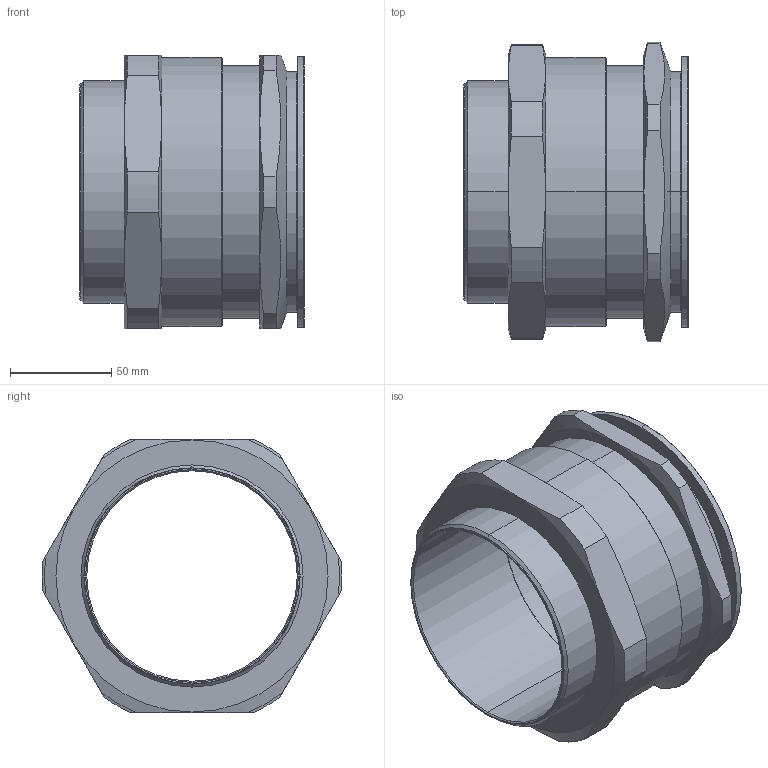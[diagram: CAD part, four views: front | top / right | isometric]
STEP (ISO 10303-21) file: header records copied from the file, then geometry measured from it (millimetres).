
FILE_DESCRIPTION (( 'STEP AP203' ), '1' );
FILE_NAME ('CAP807704V1 - CAP807705V1 - CAP807709V1 - ISO110 Nｰ17.STEP', '2014-02-05T10:11:36', ( '' ), ( '' ), 'SwSTEP 2.0', 'SolidWorks 2013', '' );
FILE_SCHEMA (( 'CONFIG_CONTROL_DESIGN' ));
Length unit declared in the file: millimetre
Products named in the file (1): CAP807704V1 - CAP807705V1 - CAP807709V1 - ISO110 N°17
Bounding box: 111 x 147.92 x 135 mm (x, y, z)
Volume: 491496.8 mm3; surface area: 104142.9 mm2
Topology: 1 solids, 1 shells, 72 faces, 172 edges, 108 vertices
Faces by surface type: cylinder 28, cone 20, plane 20, torus 4
Entity records: 2329 total; most frequent: CARTESIAN_POINT 569, DIRECTION 366, ORIENTED_EDGE 344, EDGE_CURVE 172, AXIS2_PLACEMENT_3D 153, VERTEX_POINT 108, EDGE_LOOP 80, CIRCLE 80
